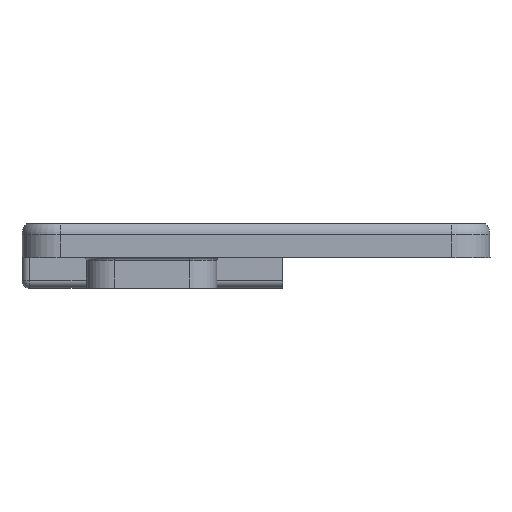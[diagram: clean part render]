
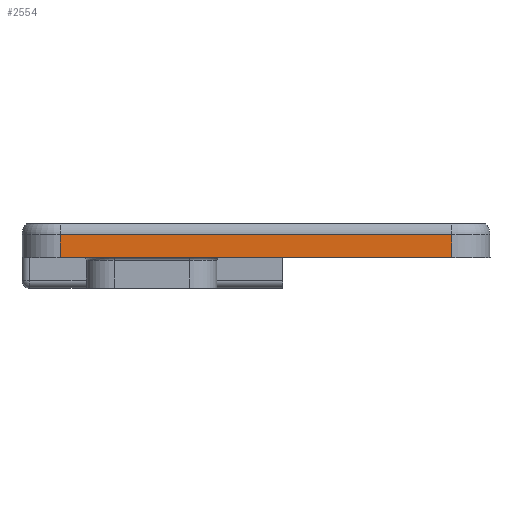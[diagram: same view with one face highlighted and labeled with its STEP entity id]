
A CAD part, left-side view. The second image highlights one B-rep face of the part: STEP entity #2554.
In plain terms, the highlighted planar face has unit normal (-1, 0, 0).
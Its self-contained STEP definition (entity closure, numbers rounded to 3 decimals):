
#243=PLANE('',#2828);
#355=FACE_OUTER_BOUND('',#516,.T.);
#516=EDGE_LOOP('',(#2035,#2036,#2037,#2038));
#655=LINE('',#4032,#869);
#750=LINE('',#4395,#964);
#751=LINE('',#4399,#965);
#752=LINE('',#4400,#966);
#869=VECTOR('',#3134,10.);
#964=VECTOR('',#3465,10.);
#965=VECTOR('',#3472,10.);
#966=VECTOR('',#3473,10.);
#1102=VERTEX_POINT('',#4029);
#1103=VERTEX_POINT('',#4031);
#1210=VERTEX_POINT('',#4393);
#1211=VERTEX_POINT('',#4394);
#1349=EDGE_CURVE('',#1103,#1102,#655,.T.);
#1512=EDGE_CURVE('',#1210,#1211,#750,.T.);
#1515=EDGE_CURVE('',#1102,#1210,#751,.T.);
#1516=EDGE_CURVE('',#1103,#1211,#752,.F.);
#2035=ORIENTED_EDGE('',*,*,#1515,.T.);
#2036=ORIENTED_EDGE('',*,*,#1512,.T.);
#2037=ORIENTED_EDGE('',*,*,#1516,.F.);
#2038=ORIENTED_EDGE('',*,*,#1349,.T.);
#2554=ADVANCED_FACE('',(#355),#243,.F.);
#2828=AXIS2_PLACEMENT_3D('',#4398,#3470,#3471);
#3134=DIRECTION('',(0.,0.,1.));
#3465=DIRECTION('',(0.,0.,-1.));
#3470=DIRECTION('center_axis',(1.,0.,0.));
#3471=DIRECTION('ref_axis',(0.,1.,0.));
#3472=DIRECTION('',(0.,1.,0.));
#3473=DIRECTION('',(0.,-1.,0.));
#4029=CARTESIAN_POINT('',(-382.96,-33.,-35.124));
#4031=CARTESIAN_POINT('',(-382.96,-33.,-38.096));
#4032=CARTESIAN_POINT('',(-382.96,-33.,-38.096));
#4393=CARTESIAN_POINT('',(-382.96,18.,-35.124));
#4394=CARTESIAN_POINT('',(-382.96,18.,-38.096));
#4395=CARTESIAN_POINT('',(-382.96,18.,-36.296));
#4398=CARTESIAN_POINT('Origin',(-382.96,-38.,-38.096));
#4399=CARTESIAN_POINT('',(-382.96,-30.415,-35.124));
#4400=CARTESIAN_POINT('',(-382.96,-22.831,-38.096));
